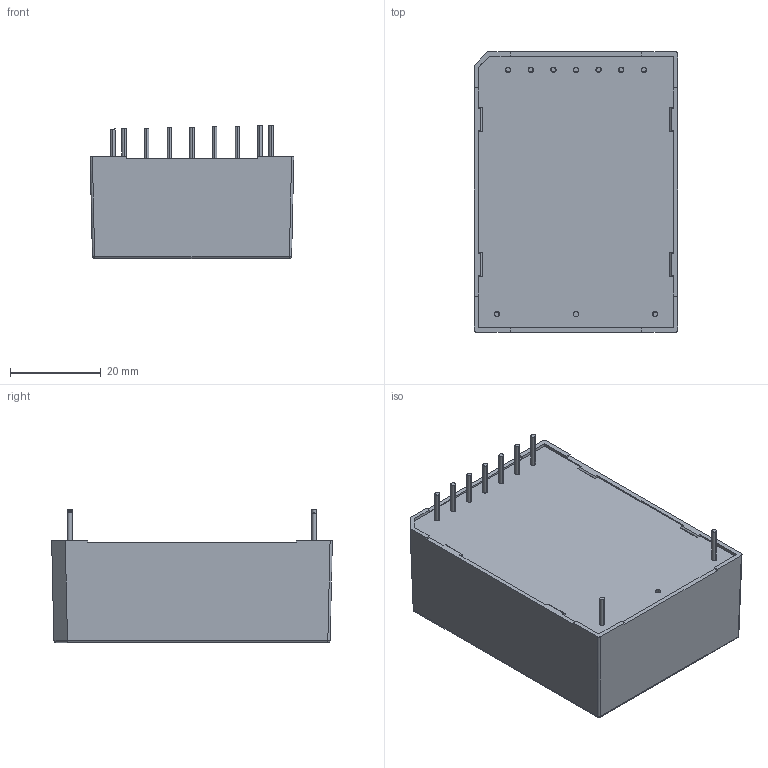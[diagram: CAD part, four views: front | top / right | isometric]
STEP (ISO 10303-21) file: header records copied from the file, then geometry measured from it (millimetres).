
FILE_DESCRIPTION((''),'2;1');
FILE_NAME('0-ZP_ASM_ASM','2021-01-30T',('eng607'),(''),'PRO/ENGINEER BY PARAMETRIC TECHNOLOGY CORPORATION, 2014000','PRO/ENGINEER BY PARAMETRIC TECHNOLOGY CORPORATION, 2014000','');
FILE_SCHEMA(('CONFIG_CONTROL_DESIGN'));
Length unit declared in the file: millimetre
Products named in the file (15): 11001017_23_2; 11001018_24_2; 16010225_AF9_3; 16010225_AF10_3; 16010225_AF11_3; 16010225_AF12_3; 16010225_AF13_3; 16010225_AF14_3; 16010225_AF15_3; 16010225_AF16_3; 16010225_AF17_3; LH15_ASM_23_AF0_ASM_2_ASM; LH15_AF0_ASM_1_ASM; 0-ZP_ASM_2_ASM; 0-ZP_ASM_ASM
Assembly tree (14 placements, depth 5):
  0-ZP_ASM_ASM
    0-ZP_ASM_2_ASM
      LH15_AF0_ASM_1_ASM
        LH15_ASM_23_AF0_ASM_2_ASM
          11001017_23_2
          11001018_24_2
          16010225_AF9_3
          16010225_AF10_3
          16010225_AF11_3
          16010225_AF12_3
          16010225_AF13_3
          16010225_AF14_3
          16010225_AF15_3
          16010225_AF16_3
          16010225_AF17_3
Bounding box: 45 x 62 x 29.42 mm (x, y, z)
Volume: 12986.6 mm3; surface area: 20481.9 mm2
Topology: 11 solids, 11 shells, 309 faces, 799 edges, 529 vertices
Faces by surface type: plane 178, cylinder 78, cone 20, bspline 18, extrusion 12, sphere 3
Entity records: 13047 total; most frequent: CARTESIAN_POINT 2530, DIRECTION 1650, ORIENTED_EDGE 1592, PRESENTATION_STYLE_ASSIGNMENT 807, STYLED_ITEM 807, CURVE_STYLE 796, EDGE_CURVE 796, AXIS2_PLACEMENT_3D 568
